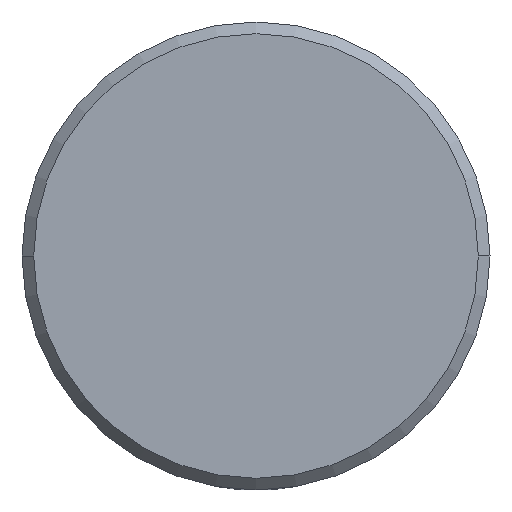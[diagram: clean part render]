
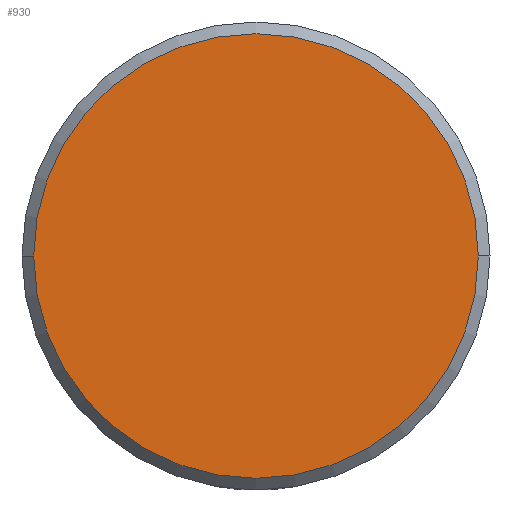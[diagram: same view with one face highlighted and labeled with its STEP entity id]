
A CAD part, left-side view. The second image highlights one B-rep face of the part: STEP entity #930.
In plain terms, the highlighted face is planar.
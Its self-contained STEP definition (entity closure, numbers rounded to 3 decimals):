
#64 = EDGE_CURVE ( 'NONE', #1602, #175, #1696, .T. ) ;
#141 = CARTESIAN_POINT ( 'NONE',  ( 0., 0., -19. ) ) ;
#162 = DIRECTION ( 'NONE',  ( 1., 0., 0. ) ) ;
#175 = VERTEX_POINT ( 'NONE', #141 ) ;
#280 = DIRECTION ( 'NONE',  ( 1., 0., 0. ) ) ;
#329 = EDGE_LOOP ( 'NONE', ( #561, #969 ) ) ;
#407 = CARTESIAN_POINT ( 'NONE',  ( 0., 0., 0. ) ) ;
#455 = DIRECTION ( 'NONE',  ( 1., 0., 0. ) ) ;
#561 = ORIENTED_EDGE ( 'NONE', *, *, #64, .T. ) ;
#596 = CARTESIAN_POINT ( 'NONE',  ( 0., 0., 19. ) ) ;
#647 = AXIS2_PLACEMENT_3D ( 'NONE', #739, #455, #750 ) ;
#725 = CARTESIAN_POINT ( 'NONE',  ( 0., 0., 0. ) ) ;
#739 = CARTESIAN_POINT ( 'NONE',  ( 0., 0., 0. ) ) ;
#750 = DIRECTION ( 'NONE',  ( 0., 0., -1. ) ) ;
#802 = AXIS2_PLACEMENT_3D ( 'NONE', #725, #162, #1002 ) ;
#930 = ADVANCED_FACE ( 'NONE', ( #1562 ), #1675, .T. ) ;
#969 = ORIENTED_EDGE ( 'NONE', *, *, #1352, .T. ) ;
#980 = DIRECTION ( 'NONE',  ( 0., 0., -1. ) ) ;
#1002 = DIRECTION ( 'NONE',  ( 0., 0., -1. ) ) ;
#1028 = AXIS2_PLACEMENT_3D ( 'NONE', #407, #280, #980 ) ;
#1154 = CIRCLE ( 'NONE', #802, 19. ) ;
#1352 = EDGE_CURVE ( 'NONE', #175, #1602, #1154, .T. ) ;
#1562 = FACE_OUTER_BOUND ( 'NONE', #329, .T. ) ;
#1602 = VERTEX_POINT ( 'NONE', #596 ) ;
#1675 = PLANE ( 'NONE',  #1028 ) ;
#1696 = CIRCLE ( 'NONE', #647, 19. ) ;
